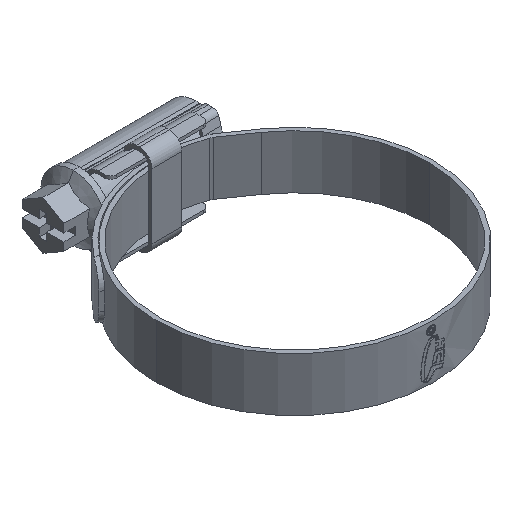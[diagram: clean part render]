
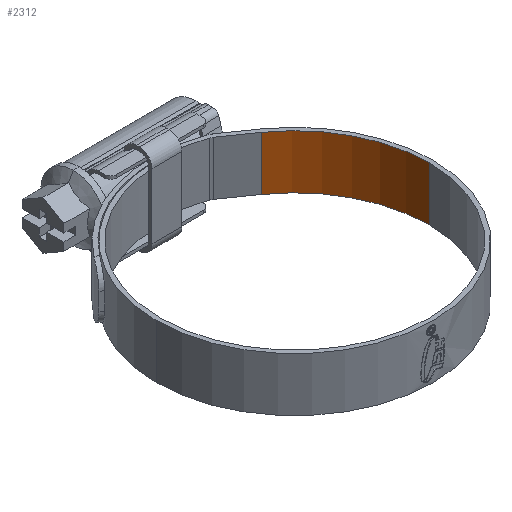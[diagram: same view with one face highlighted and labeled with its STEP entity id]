
A CAD part, isometric view. The second image highlights one B-rep face of the part: STEP entity #2312.
In plain terms, the highlighted cylindrical face has radius 22.5 mm (diameter 45 mm), a partial arc.
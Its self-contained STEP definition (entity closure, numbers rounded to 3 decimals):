
#10 = CARTESIAN_POINT ( 'NONE',  ( 12.905, 18.431, 4.5 ) ) ;
#257 = VECTOR ( 'NONE', #7916, 1000. ) ;
#296 = EDGE_CURVE ( 'NONE', #3443, #3869, #6594, .T. ) ;
#633 = EDGE_CURVE ( 'NONE', #3869, #1846, #6288, .T. ) ;
#847 = DIRECTION ( 'NONE',  ( -1., 0., 0. ) ) ;
#864 = EDGE_LOOP ( 'NONE', ( #5458, #3729, #883, #5629 ) ) ;
#883 = ORIENTED_EDGE ( 'NONE', *, *, #1430, .T. ) ;
#1177 = AXIS2_PLACEMENT_3D ( 'NONE', #6107, #9008, #3975 ) ;
#1430 = EDGE_CURVE ( 'NONE', #2066, #1846, #2089, .T. ) ;
#1846 = VERTEX_POINT ( 'NONE', #5944 ) ;
#2066 = VERTEX_POINT ( 'NONE', #10 ) ;
#2089 = LINE ( 'NONE', #5057, #257 ) ;
#2138 = CARTESIAN_POINT ( 'NONE',  ( 0., 0., -4.5 ) ) ;
#2312 = ADVANCED_FACE ( 'NONE', ( #7398 ), #5107, .F. ) ;
#2438 = EDGE_CURVE ( 'NONE', #3443, #2066, #8602, .T. ) ;
#2809 = DIRECTION ( 'NONE',  ( 0., 0., 1. ) ) ;
#3443 = VERTEX_POINT ( 'NONE', #3513 ) ;
#3513 = CARTESIAN_POINT ( 'NONE',  ( 22.5, 0., 4.5 ) ) ;
#3658 = CARTESIAN_POINT ( 'NONE',  ( 22.5, 0., 4.5 ) ) ;
#3729 = ORIENTED_EDGE ( 'NONE', *, *, #2438, .T. ) ;
#3746 = AXIS2_PLACEMENT_3D ( 'NONE', #3789, #6680, #847 ) ;
#3789 = CARTESIAN_POINT ( 'NONE',  ( 0., 0., 4.5 ) ) ;
#3869 = VERTEX_POINT ( 'NONE', #9078 ) ;
#3975 = DIRECTION ( 'NONE',  ( 1., 0., 0. ) ) ;
#4466 = VECTOR ( 'NONE', #6549, 1000. ) ;
#4626 = AXIS2_PLACEMENT_3D ( 'NONE', #2138, #2809, #4926 ) ;
#4926 = DIRECTION ( 'NONE',  ( 1., 0., 0. ) ) ;
#5057 = CARTESIAN_POINT ( 'NONE',  ( 12.905, 18.431, 4.5 ) ) ;
#5107 = CYLINDRICAL_SURFACE ( 'NONE', #3746, 22.5 ) ;
#5458 = ORIENTED_EDGE ( 'NONE', *, *, #296, .F. ) ;
#5629 = ORIENTED_EDGE ( 'NONE', *, *, #633, .F. ) ;
#5944 = CARTESIAN_POINT ( 'NONE',  ( 12.905, 18.431, -4.5 ) ) ;
#6107 = CARTESIAN_POINT ( 'NONE',  ( 0., 0., 4.5 ) ) ;
#6288 = CIRCLE ( 'NONE', #4626, 22.5 ) ;
#6549 = DIRECTION ( 'NONE',  ( 0., 0., -1. ) ) ;
#6594 = LINE ( 'NONE', #3658, #4466 ) ;
#6680 = DIRECTION ( 'NONE',  ( 0., 0., -1. ) ) ;
#7398 = FACE_OUTER_BOUND ( 'NONE', #864, .T. ) ;
#7916 = DIRECTION ( 'NONE',  ( 0., 0., -1. ) ) ;
#8602 = CIRCLE ( 'NONE', #1177, 22.5 ) ;
#9008 = DIRECTION ( 'NONE',  ( 0., 0., 1. ) ) ;
#9078 = CARTESIAN_POINT ( 'NONE',  ( 22.5, 0., -4.5 ) ) ;
